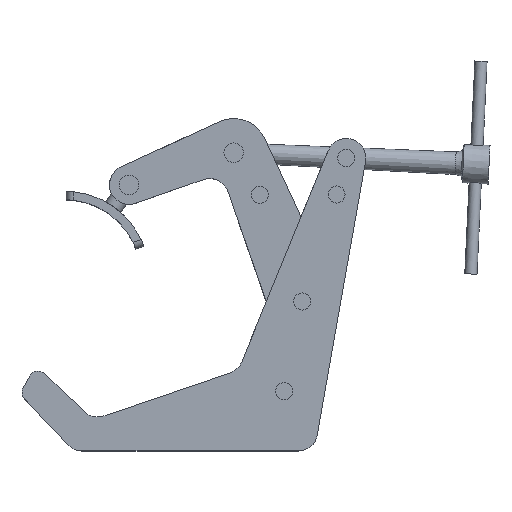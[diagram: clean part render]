
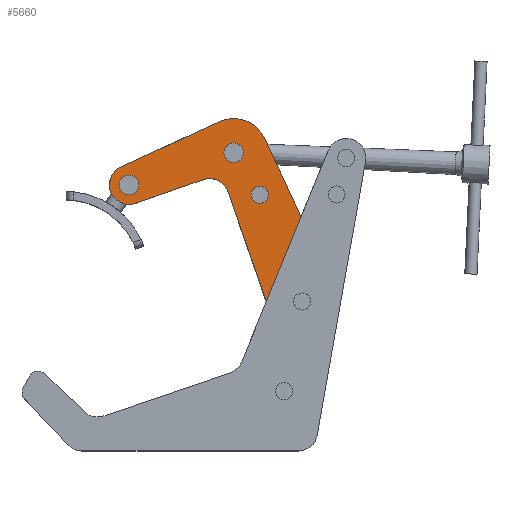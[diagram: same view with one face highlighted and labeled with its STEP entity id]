
A CAD part, top view. The second image highlights one B-rep face of the part: STEP entity #5660.
In plain terms, the highlighted planar face has unit normal (0, 0, 1).
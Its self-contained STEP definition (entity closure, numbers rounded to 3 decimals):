
#24 = EDGE_CURVE ( 'NONE', #2656, #4635, #3775, .T. ) ;
#84 = ORIENTED_EDGE ( 'NONE', *, *, #1475, .F. ) ;
#124 = ORIENTED_EDGE ( 'NONE', *, *, #1858, .T. ) ;
#247 = LINE ( 'NONE', #3288, #1512 ) ;
#325 = CARTESIAN_POINT ( 'NONE',  ( -23.57, 55.796, 0. ) ) ;
#349 = CARTESIAN_POINT ( 'NONE',  ( 10.824, 89.252, 0. ) ) ;
#378 = ORIENTED_EDGE ( 'NONE', *, *, #2129, .F. ) ;
#401 = EDGE_LOOP ( 'NONE', ( #3854, #3529 ) ) ;
#408 = AXIS2_PLACEMENT_3D ( 'NONE', #1178, #2926, #4660 ) ;
#455 = EDGE_CURVE ( 'NONE', #3773, #842, #1438, .T. ) ;
#513 = CIRCLE ( 'NONE', #2155, 4. ) ;
#528 = VERTEX_POINT ( 'NONE', #1400 ) ;
#693 = DIRECTION ( 'NONE',  ( 0., 0., -1. ) ) ;
#753 = CARTESIAN_POINT ( 'NONE',  ( 16.691, 76.541, 0. ) ) ;
#761 = VERTEX_POINT ( 'NONE', #2618 ) ;
#772 = CIRCLE ( 'NONE', #4707, 4.031 ) ;
#842 = VERTEX_POINT ( 'NONE', #4384 ) ;
#972 = DIRECTION ( 'NONE',  ( 0.419, -0.908, 0. ) ) ;
#1013 = FACE_BOUND ( 'NONE', #4387, .T. ) ;
#1015 = ORIENTED_EDGE ( 'NONE', *, *, #3629, .F. ) ;
#1023 = DIRECTION ( 'NONE',  ( 0., 0., 1. ) ) ;
#1059 = VERTEX_POINT ( 'NONE', #3332 ) ;
#1066 = DIRECTION ( 'NONE',  ( -1., 0., 0. ) ) ;
#1115 = VERTEX_POINT ( 'NONE', #3917 ) ;
#1126 = DIRECTION ( 'NONE',  ( 1., 0., 0. ) ) ;
#1178 = CARTESIAN_POINT ( 'NONE',  ( 16.691, 76.541, 0. ) ) ;
#1214 = LINE ( 'NONE', #325, #2526 ) ;
#1246 = VECTOR ( 'NONE', #972, 1000. ) ;
#1316 = VERTEX_POINT ( 'NONE', #1709 ) ;
#1317 = EDGE_CURVE ( 'NONE', #528, #1059, #1214, .T. ) ;
#1321 = CIRCLE ( 'NONE', #408, 14. ) ;
#1332 = CARTESIAN_POINT ( 'NONE',  ( -26.201, 63.351, 0. ) ) ;
#1344 = AXIS2_PLACEMENT_3D ( 'NONE', #1332, #1849, #4867 ) ;
#1382 = CARTESIAN_POINT ( 'NONE',  ( 44.833, 15.574, 0. ) ) ;
#1395 = LINE ( 'NONE', #4869, #2257 ) ;
#1400 = CARTESIAN_POINT ( 'NONE',  ( -23.57, 55.796, 0. ) ) ;
#1420 = EDGE_LOOP ( 'NONE', ( #5298, #84 ) ) ;
#1438 = CIRCLE ( 'NONE', #1344, 4.031 ) ;
#1475 = EDGE_CURVE ( 'NONE', #842, #3773, #772, .T. ) ;
#1512 = VECTOR ( 'NONE', #5454, 1000. ) ;
#1599 = CARTESIAN_POINT ( 'NONE',  ( -29.554, 70.614, 0. ) ) ;
#1652 = DIRECTION ( 'NONE',  ( 0.944, 0.329, 0. ) ) ;
#1709 = CARTESIAN_POINT ( 'NONE',  ( 29.403, 82.408, 0. ) ) ;
#1740 = ORIENTED_EDGE ( 'NONE', *, *, #4217, .T. ) ;
#1819 = DIRECTION ( 'NONE',  ( 0., 0., -1. ) ) ;
#1827 = CARTESIAN_POINT ( 'NONE',  ( 27.364, 59.351, 0. ) ) ;
#1832 = CIRCLE ( 'NONE', #2206, 3.5 ) ;
#1849 = DIRECTION ( 'NONE',  ( 0., 0., 1. ) ) ;
#1853 = CARTESIAN_POINT ( 'NONE',  ( -26.201, 63.351, 0. ) ) ;
#1858 = EDGE_CURVE ( 'NONE', #5381, #1115, #1395, .T. ) ;
#1899 = DIRECTION ( 'NONE',  ( -1., 0., 0. ) ) ;
#1932 = DIRECTION ( 'NONE',  ( 0.379, 0.925, 0. ) ) ;
#1949 = DIRECTION ( 'NONE',  ( 0., 0., 1. ) ) ;
#1971 = VECTOR ( 'NONE', #5514, 1000. ) ;
#1978 = EDGE_CURVE ( 'NONE', #761, #3897, #513, .T. ) ;
#2031 = CARTESIAN_POINT ( 'NONE',  ( -29.554, 70.614, 0. ) ) ;
#2078 = DIRECTION ( 'NONE',  ( -1., 0., 0. ) ) ;
#2129 = EDGE_CURVE ( 'NONE', #528, #2656, #2875, .T. ) ;
#2155 = AXIS2_PLACEMENT_3D ( 'NONE', #753, #693, #2078 ) ;
#2206 = AXIS2_PLACEMENT_3D ( 'NONE', #2887, #2786, #1066 ) ;
#2239 = EDGE_CURVE ( 'NONE', #4635, #1316, #1321, .T. ) ;
#2257 = VECTOR ( 'NONE', #1932, 1000. ) ;
#2368 = VERTEX_POINT ( 'NONE', #4204 ) ;
#2406 = CARTESIAN_POINT ( 'NONE',  ( 12.691, 76.541, 0. ) ) ;
#2507 = EDGE_LOOP ( 'NONE', ( #5401, #124, #4724, #5415, #4761, #378, #3360, #1015 ) ) ;
#2526 = VECTOR ( 'NONE', #1652, 1000. ) ;
#2581 = AXIS2_PLACEMENT_3D ( 'NONE', #4603, #1949, #1126 ) ;
#2595 = EDGE_CURVE ( 'NONE', #2368, #5381, #247, .T. ) ;
#2618 = CARTESIAN_POINT ( 'NONE',  ( 20.691, 76.541, 0. ) ) ;
#2639 = AXIS2_PLACEMENT_3D ( 'NONE', #1382, #4451, #4479 ) ;
#2648 = CARTESIAN_POINT ( 'NONE',  ( 30.864, 59.351, 0. ) ) ;
#2656 = VERTEX_POINT ( 'NONE', #1599 ) ;
#2668 = DIRECTION ( 'NONE',  ( 0., 0., -1. ) ) ;
#2708 = FACE_BOUND ( 'NONE', #1420, .T. ) ;
#2763 = CIRCLE ( 'NONE', #2581, 8. ) ;
#2769 = EDGE_CURVE ( 'NONE', #5056, #4764, #1832, .T. ) ;
#2786 = DIRECTION ( 'NONE',  ( 0., 0., -1. ) ) ;
#2875 = CIRCLE ( 'NONE', #5154, 8. ) ;
#2887 = CARTESIAN_POINT ( 'NONE',  ( 27.364, 59.351, 0. ) ) ;
#2926 = DIRECTION ( 'NONE',  ( 0., 0., -1. ) ) ;
#3078 = PLANE ( 'NONE',  #2639 ) ;
#3124 = CARTESIAN_POINT ( 'NONE',  ( -30.232, 63.351, 0. ) ) ;
#3153 = LINE ( 'NONE', #5291, #1246 ) ;
#3168 = AXIS2_PLACEMENT_3D ( 'NONE', #1827, #2668, #5171 ) ;
#3288 = CARTESIAN_POINT ( 'NONE',  ( 14.354, 60.53, 0. ) ) ;
#3332 = CARTESIAN_POINT ( 'NONE',  ( 4.169, 65.455, 0. ) ) ;
#3360 = ORIENTED_EDGE ( 'NONE', *, *, #1317, .T. ) ;
#3529 = ORIENTED_EDGE ( 'NONE', *, *, #3877, .T. ) ;
#3587 = FACE_BOUND ( 'NONE', #401, .T. ) ;
#3629 = EDGE_CURVE ( 'NONE', #2368, #1059, #2763, .T. ) ;
#3715 = CARTESIAN_POINT ( 'NONE',  ( 16.691, 76.541, 0. ) ) ;
#3773 = VERTEX_POINT ( 'NONE', #3124 ) ;
#3775 = LINE ( 'NONE', #2031, #1971 ) ;
#3854 = ORIENTED_EDGE ( 'NONE', *, *, #1978, .T. ) ;
#3877 = EDGE_CURVE ( 'NONE', #3897, #761, #5031, .T. ) ;
#3897 = VERTEX_POINT ( 'NONE', #2406 ) ;
#3917 = CARTESIAN_POINT ( 'NONE',  ( 44.283, 50.171, 0. ) ) ;
#4204 = CARTESIAN_POINT ( 'NONE',  ( 14.354, 60.53, 0. ) ) ;
#4217 = EDGE_CURVE ( 'NONE', #4764, #5056, #5256, .T. ) ;
#4384 = CARTESIAN_POINT ( 'NONE',  ( -22.17, 63.351, 0. ) ) ;
#4387 = EDGE_LOOP ( 'NONE', ( #5420, #1740 ) ) ;
#4400 = DIRECTION ( 'NONE',  ( -1., 0., 0. ) ) ;
#4451 = DIRECTION ( 'NONE',  ( 0., 0., -1. ) ) ;
#4479 = DIRECTION ( 'NONE',  ( -1., 0., 0. ) ) ;
#4484 = CARTESIAN_POINT ( 'NONE',  ( 30.056, 15.437, 0. ) ) ;
#4505 = FACE_OUTER_BOUND ( 'NONE', #2507, .T. ) ;
#4603 = CARTESIAN_POINT ( 'NONE',  ( 6.799, 57.899, 0. ) ) ;
#4635 = VERTEX_POINT ( 'NONE', #349 ) ;
#4660 = DIRECTION ( 'NONE',  ( -1., 0., 0. ) ) ;
#4707 = AXIS2_PLACEMENT_3D ( 'NONE', #1853, #1023, #4400 ) ;
#4724 = ORIENTED_EDGE ( 'NONE', *, *, #5133, .F. ) ;
#4761 = ORIENTED_EDGE ( 'NONE', *, *, #24, .F. ) ;
#4764 = VERTEX_POINT ( 'NONE', #5274 ) ;
#4867 = DIRECTION ( 'NONE',  ( -1., 0., 0. ) ) ;
#4869 = CARTESIAN_POINT ( 'NONE',  ( 19.946, -9.248, 0. ) ) ;
#5031 = CIRCLE ( 'NONE', #5226, 4. ) ;
#5056 = VERTEX_POINT ( 'NONE', #2648 ) ;
#5133 = EDGE_CURVE ( 'NONE', #1316, #1115, #3153, .T. ) ;
#5154 = AXIS2_PLACEMENT_3D ( 'NONE', #5332, #1819, #1899 ) ;
#5171 = DIRECTION ( 'NONE',  ( -1., 0., 0. ) ) ;
#5226 = AXIS2_PLACEMENT_3D ( 'NONE', #3715, #5458, #5425 ) ;
#5256 = CIRCLE ( 'NONE', #3168, 3.5 ) ;
#5274 = CARTESIAN_POINT ( 'NONE',  ( 23.864, 59.351, 0. ) ) ;
#5291 = CARTESIAN_POINT ( 'NONE',  ( 29.403, 82.408, 0. ) ) ;
#5298 = ORIENTED_EDGE ( 'NONE', *, *, #455, .F. ) ;
#5332 = CARTESIAN_POINT ( 'NONE',  ( -26.201, 63.351, 0. ) ) ;
#5381 = VERTEX_POINT ( 'NONE', #4484 ) ;
#5401 = ORIENTED_EDGE ( 'NONE', *, *, #2595, .T. ) ;
#5415 = ORIENTED_EDGE ( 'NONE', *, *, #2239, .F. ) ;
#5420 = ORIENTED_EDGE ( 'NONE', *, *, #2769, .T. ) ;
#5425 = DIRECTION ( 'NONE',  ( -1., 0., 0. ) ) ;
#5454 = DIRECTION ( 'NONE',  ( 0.329, -0.944, 0. ) ) ;
#5458 = DIRECTION ( 'NONE',  ( 0., 0., -1. ) ) ;
#5514 = DIRECTION ( 'NONE',  ( 0.908, 0.419, 0. ) ) ;
#5660 = ADVANCED_FACE ( 'NONE', ( #2708, #1013, #3587, #4505 ), #3078, .F. ) ;
